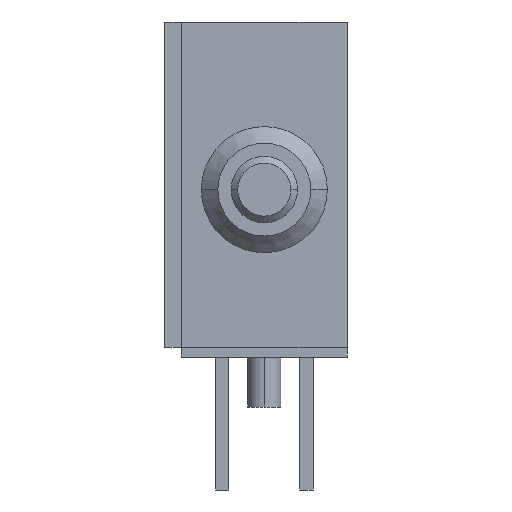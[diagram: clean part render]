
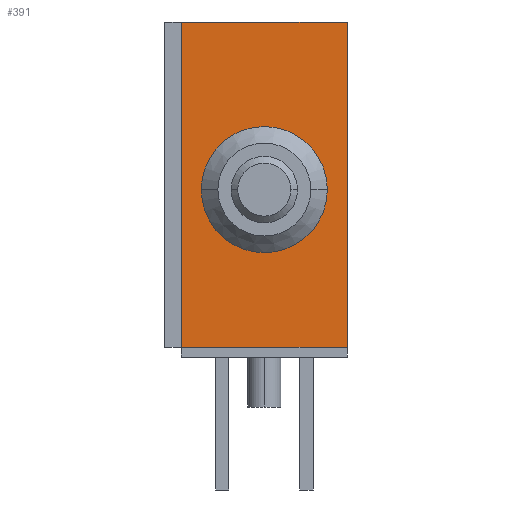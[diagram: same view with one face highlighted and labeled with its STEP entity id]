
A CAD part, left-side view. The second image highlights one B-rep face of the part: STEP entity #391.
In plain terms, the highlighted planar face has unit normal (-1, 0, 0).
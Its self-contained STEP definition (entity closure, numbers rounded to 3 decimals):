
#352=CARTESIAN_POINT('',(-6.84,-2.5,0.3));
#353=DIRECTION('',(-1.0,0.0,0.0));
#354=DIRECTION('',(0.0,0.0,1.0));
#355=AXIS2_PLACEMENT_3D('',#352,#353,#354);
#356=PLANE('',#355);
#357=CARTESIAN_POINT('',(-6.84,-2.5,10.1));
#358=VERTEX_POINT('',#357);
#359=CARTESIAN_POINT('',(-6.84,2.5,10.1));
#360=VERTEX_POINT('',#359);
#361=CARTESIAN_POINT('',(-6.84,-2.5,10.1));
#362=DIRECTION('',(0.0,1.0,0.0));
#363=VECTOR('',#362,5.0);
#364=LINE('',#361,#363);
#365=EDGE_CURVE('',#358,#360,#364,.T.);
#366=ORIENTED_EDGE('',*,*,#365,.T.);
#367=CARTESIAN_POINT('',(-6.84,2.5,0.3));
#368=VERTEX_POINT('',#367);
#369=CARTESIAN_POINT('',(-6.84,2.5,0.3));
#370=DIRECTION('',(0.0,0.0,1.0));
#371=VECTOR('',#370,9.8);
#372=LINE('',#369,#371);
#373=EDGE_CURVE('',#368,#360,#372,.T.);
#374=ORIENTED_EDGE('',*,*,#373,.F.);
#375=CARTESIAN_POINT('',(-6.84,-2.5,0.3));
#376=VERTEX_POINT('',#375);
#377=CARTESIAN_POINT('',(-6.84,2.5,0.3));
#378=DIRECTION('',(0.0,-1.0,0.0));
#379=VECTOR('',#378,5.0);
#380=LINE('',#377,#379);
#381=EDGE_CURVE('',#368,#376,#380,.T.);
#382=ORIENTED_EDGE('',*,*,#381,.T.);
#383=CARTESIAN_POINT('',(-6.84,-2.5,0.3));
#384=DIRECTION('',(0.0,0.0,1.0));
#385=VECTOR('',#384,9.8);
#386=LINE('',#383,#385);
#387=EDGE_CURVE('',#376,#358,#386,.T.);
#388=ORIENTED_EDGE('',*,*,#387,.T.);
#389=EDGE_LOOP('',(#366,#374,#382,#388));
#390=FACE_OUTER_BOUND('',#389,.T.);
#391=ADVANCED_FACE('',(#390),#356,.T.);
